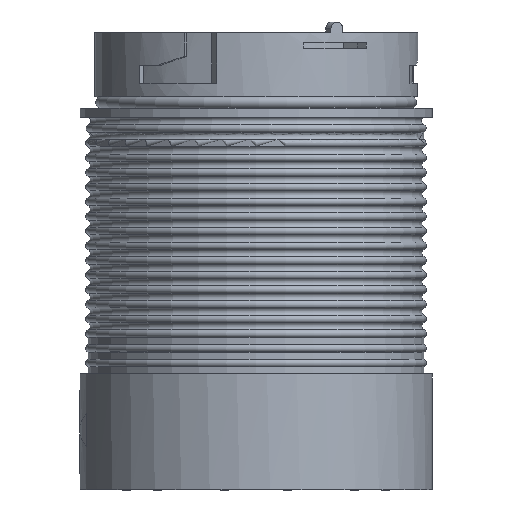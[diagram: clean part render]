
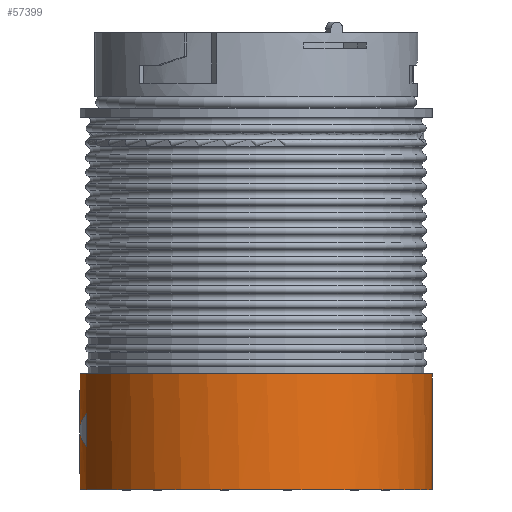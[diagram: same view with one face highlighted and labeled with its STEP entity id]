
A CAD part, front view. The second image highlights one B-rep face of the part: STEP entity #57399.
In plain terms, the highlighted cylindrical face has radius 26.25 mm (diameter 52.5 mm), a full revolution.
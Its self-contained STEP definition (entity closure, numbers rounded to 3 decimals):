
#57282=CARTESIAN_POINT('',(-7.219,25.238,11.4));
#57283=VERTEX_POINT('',#57282);
#57284=CARTESIAN_POINT('',(-0.292,26.248,8.9));
#57285=VERTEX_POINT('',#57284);
#57286=CARTESIAN_POINT('',(0.,0.0,10.15));
#57287=DIRECTION('',(-0.333,-0.049,-0.942));
#57288=DIRECTION('',(-0.932,-0.136,0.336));
#57289=AXIS2_PLACEMENT_3D('',#57286,#57287,#57288);
#57290=ELLIPSE('',#57289,27.874,26.25);
#57291=EDGE_CURVE('',#57283,#57285,#57290,.T.);
#57293=CARTESIAN_POINT('',(-7.219,25.238,6.4));
#57294=VERTEX_POINT('',#57293);
#57295=CARTESIAN_POINT('',(0.,0.0,7.65));
#57296=DIRECTION('',(0.333,0.049,-0.942));
#57297=DIRECTION('',(-0.932,-0.136,-0.336));
#57298=AXIS2_PLACEMENT_3D('',#57295,#57296,#57297);
#57299=ELLIPSE('',#57298,27.874,26.25);
#57300=EDGE_CURVE('',#57294,#57285,#57299,.T.);
#57302=CARTESIAN_POINT('',(-7.219,25.238,11.4));
#57303=DIRECTION('',(0.0,0.0,-1.0));
#57304=VECTOR('',#57303,5.);
#57305=LINE('',#57302,#57304);
#57306=EDGE_CURVE('',#57283,#57294,#57305,.T.);
#57316=CARTESIAN_POINT('',(6.476,25.439,5.0));
#57317=VERTEX_POINT('',#57316);
#57318=CARTESIAN_POINT('',(6.476,25.439,0.0));
#57319=VERTEX_POINT('',#57318);
#57320=CARTESIAN_POINT('',(6.476,25.439,5.0));
#57321=DIRECTION('',(0.0,0.0,-1.0));
#57322=VECTOR('',#57321,5.0);
#57323=LINE('',#57320,#57322);
#57324=EDGE_CURVE('',#57317,#57319,#57323,.T.);
#57351=CARTESIAN_POINT('',(0.,0.0,0.0));
#57352=DIRECTION('',(0.0,0.0,1.0));
#57353=DIRECTION('',(-1.0,0.0,0.0));
#57354=AXIS2_PLACEMENT_3D('',#57351,#57352,#57353);
#57355=CYLINDRICAL_SURFACE('',#57354,26.25);
#57356=CARTESIAN_POINT('',(26.25,0.,17.23));
#57357=VERTEX_POINT('',#57356);
#57358=CARTESIAN_POINT('',(0.,0.0,17.23));
#57359=DIRECTION('',(0.0,0.0,-1.0));
#57360=DIRECTION('',(-1.0,0.0,0.0));
#57361=AXIS2_PLACEMENT_3D('',#57358,#57359,#57360);
#57362=CIRCLE('',#57361,26.25);
#57363=EDGE_CURVE('',#57357,#57357,#57362,.T.);
#57364=ORIENTED_EDGE('',*,*,#57363,.T.);
#57365=EDGE_LOOP('',(#57364));
#57366=FACE_OUTER_BOUND('',#57365,.T.);
#57367=ORIENTED_EDGE('',*,*,#57306,.T.);
#57368=ORIENTED_EDGE('',*,*,#57300,.T.);
#57369=ORIENTED_EDGE('',*,*,#57291,.F.);
#57370=EDGE_LOOP('',(#57367,#57368,#57369));
#57371=FACE_BOUND('',#57370,.T.);
#57372=CARTESIAN_POINT('',(8.187,24.941,5.0));
#57373=VERTEX_POINT('',#57372);
#57374=CARTESIAN_POINT('',(0.,0.0,5.0));
#57375=DIRECTION('',(0.0,0.0,1.0));
#57376=DIRECTION('',(-1.0,0.0,0.0));
#57377=AXIS2_PLACEMENT_3D('',#57374,#57375,#57376);
#57378=CIRCLE('',#57377,26.25);
#57379=EDGE_CURVE('',#57373,#57317,#57378,.T.);
#57380=ORIENTED_EDGE('',*,*,#57379,.T.);
#57381=ORIENTED_EDGE('',*,*,#57324,.T.);
#57382=CARTESIAN_POINT('',(8.187,24.941,0.0));
#57383=VERTEX_POINT('',#57382);
#57384=CARTESIAN_POINT('',(0.,0.0,0.0));
#57385=DIRECTION('',(0.0,0.0,-1.0));
#57386=DIRECTION('',(-1.0,0.0,0.0));
#57387=AXIS2_PLACEMENT_3D('',#57384,#57385,#57386);
#57388=CIRCLE('',#57387,26.25);
#57389=EDGE_CURVE('',#57383,#57319,#57388,.T.);
#57390=ORIENTED_EDGE('',*,*,#57389,.F.);
#57391=CARTESIAN_POINT('',(8.187,24.941,0.0));
#57392=DIRECTION('',(0.0,0.0,1.0));
#57393=VECTOR('',#57392,5.0);
#57394=LINE('',#57391,#57393);
#57395=EDGE_CURVE('',#57383,#57373,#57394,.T.);
#57396=ORIENTED_EDGE('',*,*,#57395,.T.);
#57397=EDGE_LOOP('',(#57380,#57381,#57390,#57396));
#57398=FACE_BOUND('',#57397,.T.);
#57399=ADVANCED_FACE('',(#57366,#57371,#57398),#57355,.T.);
